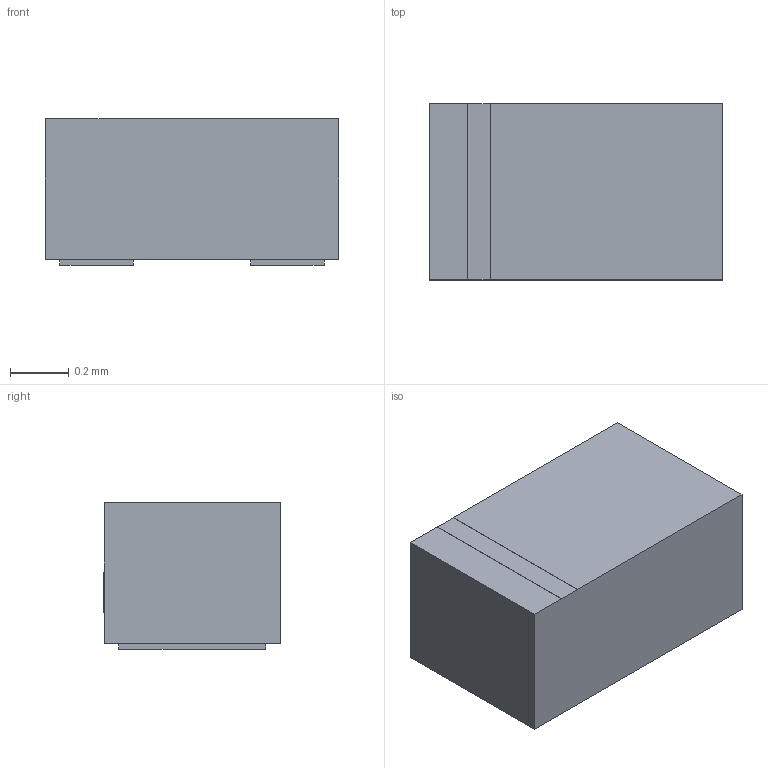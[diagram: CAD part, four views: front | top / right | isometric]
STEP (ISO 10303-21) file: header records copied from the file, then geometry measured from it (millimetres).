
FILE_DESCRIPTION (( 'STEP AP214' ), '1' );
FILE_NAME ('DIO-SMD_L1.0-W0.6-P0.65-RD.step', '2022-07-04T10:12:54', ( '' ), ( '' ), 'SwSTEP 2.0', 'SolidWorks 2020', '' );
FILE_SCHEMA (( 'AUTOMOTIVE_DESIGN' ));
Length unit declared in the file: millimetre
Products named in the file (1): DIO-SMD_L1.0-W0.6-P0.65-RD
Bounding box: 1 x 0.6 x 0.5 mm (x, y, z)
Volume: 0.3 mm3; surface area: 2.8 mm2
Topology: 1 solids, 1 shells, 244 faces, 663 edges, 442 vertices
Faces by surface type: plane 146, bspline 98
Entity records: 10857 total; most frequent: CARTESIAN_POINT 2656, ORIENTED_EDGE 1326, DIRECTION 757, EDGE_CURVE 663, LINE 463, VECTOR 463, VERTEX_POINT 442, EDGE_LOOP 265
